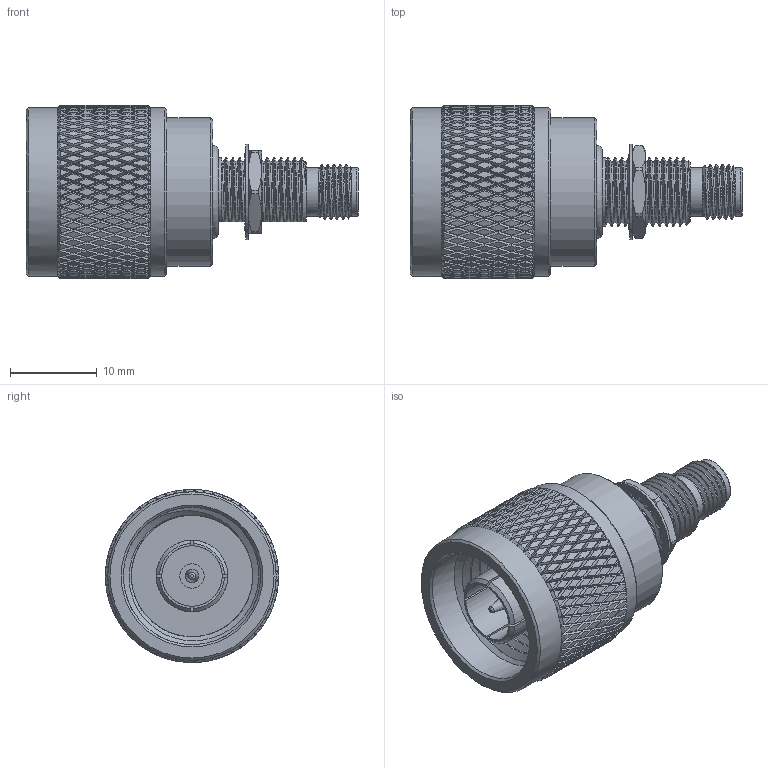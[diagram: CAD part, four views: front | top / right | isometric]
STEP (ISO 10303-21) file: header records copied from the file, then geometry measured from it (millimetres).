
FILE_DESCRIPTION (( 'STEP AP203' ), '1' );
FILE_NAME ('PE9551.step', '2020-04-23T15:07:37', ( '' ), ( '' ), 'SwSTEP 2.0', 'SolidWorks 2018', '' );
FILE_SCHEMA (( 'CONFIG_CONTROL_DESIGN' ));
Products named in the file (1): PE9551
Bounding box: 38.35 x 20 x 20 mm (x, y, z)
Volume: 5199.3 mm3; surface area: 4216.8 mm2
Topology: 2 solids, 2 shells, 2680 faces, 5635 edges, 2967 vertices
Faces by surface type: bspline 1868, cylinder 501, cone 253, plane 56, torus 2
Full cylindrical faces by diameter (mm): 0.94 x1, 1.194 x1, 1.524 x1, 2.794 x1, 4.572 x1, 5.582 x2, 6.985 x1, 7.938 x1, 8.255 x1, 10.986 x1, 11.04 x1, 15.875 x5, 17.175 x1, 19.461 x2
Entity records: 115113 total; most frequent: CARTESIAN_POINT 78959, ORIENTED_EDGE 11166, EDGE_CURVE 5583, VERTEX_POINT 2945, DIRECTION 2844, EDGE_LOOP 2712, FACE_OUTER_BOUND 2692, ADVANCED_FACE 2675
